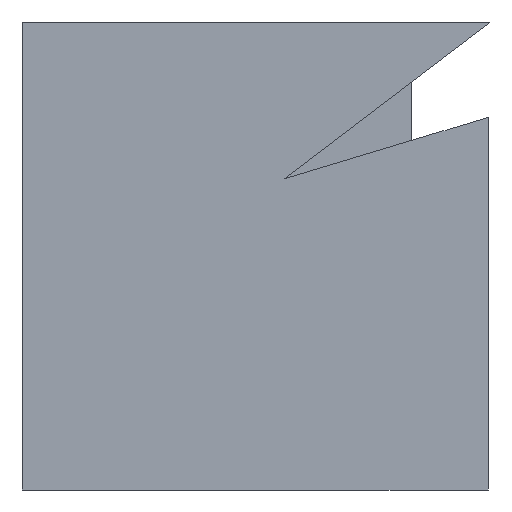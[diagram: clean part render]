
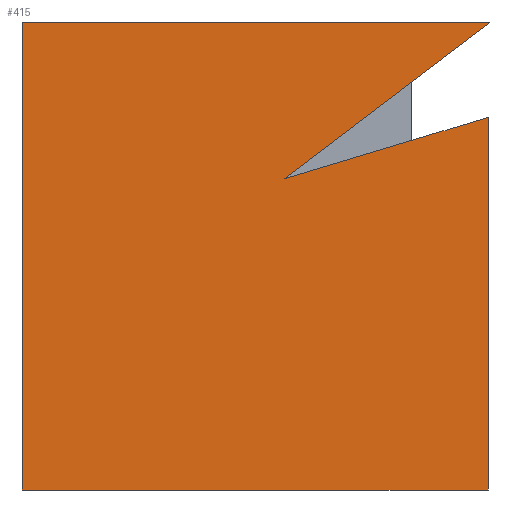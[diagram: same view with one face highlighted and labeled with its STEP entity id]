
A CAD part, left-side view. The second image highlights one B-rep face of the part: STEP entity #415.
In plain terms, the highlighted planar face has unit normal (-1, 0, 0).
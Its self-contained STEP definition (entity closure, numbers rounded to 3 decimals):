
#360=CARTESIAN_POINT('Axis2P3D Location',(-5.,0.,0.)) ;
#365=CARTESIAN_POINT('Line Origine',(-5.,50.,-100.962)) ;
#369=CARTESIAN_POINT('Vertex',(-5.,50.,199.038)) ;
#371=CARTESIAN_POINT('Vertex',(-5.,50.,-400.962)) ;
#374=CARTESIAN_POINT('Line Origine',(-5.,-249.064,-400.962)) ;
#378=CARTESIAN_POINT('Vertex',(-5.,-548.128,-400.962)) ;
#381=CARTESIAN_POINT('Line Origine',(-5.,-548.128,-161.707)) ;
#385=CARTESIAN_POINT('Vertex',(-5.,-548.128,77.547)) ;
#388=CARTESIAN_POINT('Line Origine',(-5.,-417.287,38.118)) ;
#392=CARTESIAN_POINT('Vertex',(-5.,-286.447,-1.311)) ;
#395=CARTESIAN_POINT('Line Origine',(-5.,-418.223,98.863)) ;
#399=CARTESIAN_POINT('Vertex',(-5.,-550.,199.038)) ;
#402=CARTESIAN_POINT('Line Origine',(-5.,-250.,199.038)) ;
#361=DIRECTION('Axis2P3D Direction',(-1.,0.,0.)) ;
#362=DIRECTION('Axis2P3D XDirection',(0.,-1.,0.)) ;
#366=DIRECTION('Vector Direction',(0.,0.,-1.)) ;
#375=DIRECTION('Vector Direction',(0.,-1.,0.)) ;
#382=DIRECTION('Vector Direction',(0.,0.,1.)) ;
#389=DIRECTION('Vector Direction',(0.,0.957,-0.289)) ;
#396=DIRECTION('Vector Direction',(0.,-0.796,0.605)) ;
#403=DIRECTION('Vector Direction',(0.,1.,0.)) ;
#363=AXIS2_PLACEMENT_3D('Plane Axis2P3D',#360,#361,#362) ;
#408=ORIENTED_EDGE('',*,*,#373,.T.) ;
#409=ORIENTED_EDGE('',*,*,#380,.T.) ;
#410=ORIENTED_EDGE('',*,*,#387,.T.) ;
#411=ORIENTED_EDGE('',*,*,#394,.T.) ;
#412=ORIENTED_EDGE('',*,*,#401,.T.) ;
#413=ORIENTED_EDGE('',*,*,#406,.T.) ;
#367=VECTOR('Line Direction',#366,1.) ;
#376=VECTOR('Line Direction',#375,1.) ;
#383=VECTOR('Line Direction',#382,1.) ;
#390=VECTOR('Line Direction',#389,1.) ;
#397=VECTOR('Line Direction',#396,1.) ;
#404=VECTOR('Line Direction',#403,1.) ;
#415=ADVANCED_FACE('',(#414),#364,.T.) ;
#373=EDGE_CURVE('',#370,#372,#368,.T.) ;
#380=EDGE_CURVE('',#372,#379,#377,.T.) ;
#387=EDGE_CURVE('',#379,#386,#384,.T.) ;
#394=EDGE_CURVE('',#386,#393,#391,.T.) ;
#401=EDGE_CURVE('',#393,#400,#398,.T.) ;
#406=EDGE_CURVE('',#400,#370,#405,.T.) ;
#407=EDGE_LOOP('',(#408,#409,#410,#411,#412,#413)) ;
#414=FACE_OUTER_BOUND('',#407,.T.) ;
#368=LINE('Line',#365,#367) ;
#377=LINE('Line',#374,#376) ;
#384=LINE('Line',#381,#383) ;
#391=LINE('Line',#388,#390) ;
#398=LINE('Line',#395,#397) ;
#405=LINE('Line',#402,#404) ;
#364=PLANE('Plane',#363) ;
#370=VERTEX_POINT('',#369) ;
#372=VERTEX_POINT('',#371) ;
#379=VERTEX_POINT('',#378) ;
#386=VERTEX_POINT('',#385) ;
#393=VERTEX_POINT('',#392) ;
#400=VERTEX_POINT('',#399) ;
